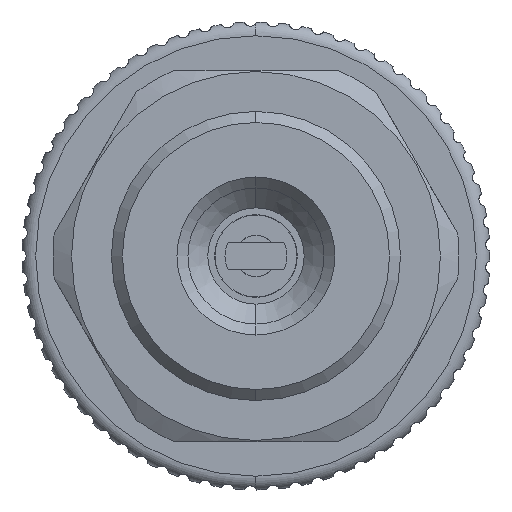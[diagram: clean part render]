
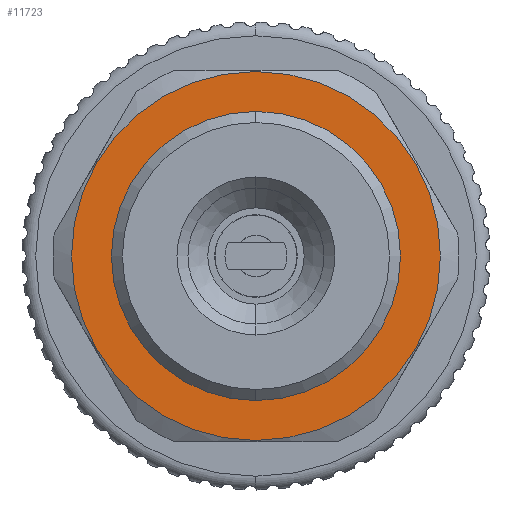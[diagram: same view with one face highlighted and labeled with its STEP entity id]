
A CAD part, front view. The second image highlights one B-rep face of the part: STEP entity #11723.
In plain terms, the highlighted planar face has unit normal (0, -1, 0).
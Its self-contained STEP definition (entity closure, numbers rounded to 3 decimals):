
#63 = CIRCLE ( 'NONE', #18030, 13.4 ) ;
#85 = ORIENTED_EDGE ( 'NONE', *, *, #14885, .T. ) ;
#159 = CARTESIAN_POINT ( 'NONE',  ( 0., -0.52, 10.5 ) ) ;
#1330 = FACE_BOUND ( 'NONE', #7707, .T. ) ;
#1454 = CIRCLE ( 'NONE', #4025, 10.5 ) ;
#3085 = CARTESIAN_POINT ( 'NONE',  ( 0., -0.52, 0. ) ) ;
#3304 = CARTESIAN_POINT ( 'NONE',  ( 0., -0.52, 0. ) ) ;
#4025 = AXIS2_PLACEMENT_3D ( 'NONE', #3304, #13312, #4810 ) ;
#4449 = CARTESIAN_POINT ( 'NONE',  ( 0., -0.52, 0. ) ) ;
#4582 = DIRECTION ( 'NONE',  ( 0., 0., -1. ) ) ;
#4810 = DIRECTION ( 'NONE',  ( 0., 0., -1. ) ) ;
#5048 = VERTEX_POINT ( 'NONE', #7571 ) ;
#5501 = DIRECTION ( 'NONE',  ( 0., -1., 0. ) ) ;
#5907 = DIRECTION ( 'NONE',  ( 0., 0., -1. ) ) ;
#6214 = VERTEX_POINT ( 'NONE', #159 ) ;
#6610 = CARTESIAN_POINT ( 'NONE',  ( 0., -0.52, -13.4 ) ) ;
#7571 = CARTESIAN_POINT ( 'NONE',  ( 0., -0.52, 13.4 ) ) ;
#7707 = EDGE_LOOP ( 'NONE', ( #18356, #10393 ) ) ;
#7739 = DIRECTION ( 'NONE',  ( 0., -1., 0. ) ) ;
#8322 = CARTESIAN_POINT ( 'NONE',  ( 10.5, -0.52, 0. ) ) ;
#8365 = EDGE_LOOP ( 'NONE', ( #15444, #85 ) ) ;
#8411 = EDGE_CURVE ( 'NONE', #6214, #16788, #1454, .T. ) ;
#9049 = EDGE_CURVE ( 'NONE', #5048, #17341, #15360, .T. ) ;
#9116 = AXIS2_PLACEMENT_3D ( 'NONE', #16173, #7739, #17617 ) ;
#9549 = AXIS2_PLACEMENT_3D ( 'NONE', #3085, #13099, #4582 ) ;
#10393 = ORIENTED_EDGE ( 'NONE', *, *, #8411, .F. ) ;
#10686 = CARTESIAN_POINT ( 'NONE',  ( 0., -0.52, -10.5 ) ) ;
#11162 = PLANE ( 'NONE',  #15504 ) ;
#11723 = ADVANCED_FACE ( 'NONE', ( #16139, #1330 ), #11162, .T. ) ;
#12143 = CIRCLE ( 'NONE', #9549, 10.5 ) ;
#13099 = DIRECTION ( 'NONE',  ( 0., -1., 0. ) ) ;
#13312 = DIRECTION ( 'NONE',  ( 0., -1., 0. ) ) ;
#14391 = DIRECTION ( 'NONE',  ( 0., -1., 0. ) ) ;
#14885 = EDGE_CURVE ( 'NONE', #17341, #5048, #63, .T. ) ;
#15360 = CIRCLE ( 'NONE', #9116, 13.4 ) ;
#15405 = DIRECTION ( 'NONE',  ( 0., 0., -1. ) ) ;
#15444 = ORIENTED_EDGE ( 'NONE', *, *, #9049, .T. ) ;
#15504 = AXIS2_PLACEMENT_3D ( 'NONE', #8322, #5501, #15405 ) ;
#16139 = FACE_OUTER_BOUND ( 'NONE', #8365, .T. ) ;
#16173 = CARTESIAN_POINT ( 'NONE',  ( 0., -0.52, 0. ) ) ;
#16788 = VERTEX_POINT ( 'NONE', #10686 ) ;
#17341 = VERTEX_POINT ( 'NONE', #6610 ) ;
#17617 = DIRECTION ( 'NONE',  ( 0., 0., -1. ) ) ;
#17631 = EDGE_CURVE ( 'NONE', #16788, #6214, #12143, .T. ) ;
#18030 = AXIS2_PLACEMENT_3D ( 'NONE', #4449, #14391, #5907 ) ;
#18356 = ORIENTED_EDGE ( 'NONE', *, *, #17631, .F. ) ;
